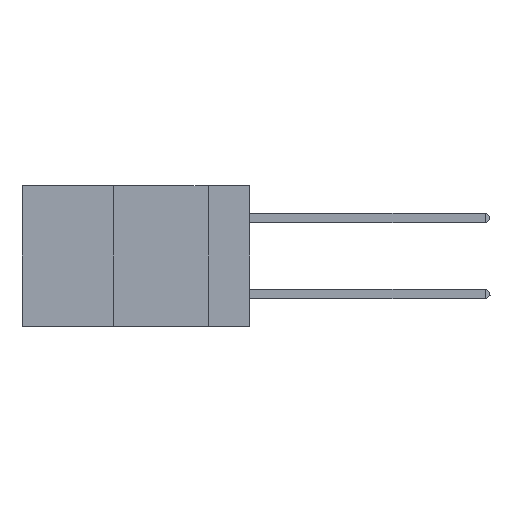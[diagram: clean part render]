
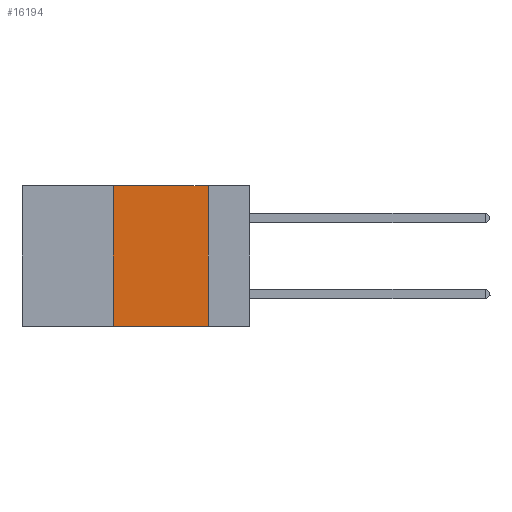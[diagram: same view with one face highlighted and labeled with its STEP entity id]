
A CAD part, left-side view. The second image highlights one B-rep face of the part: STEP entity #16194.
In plain terms, the highlighted planar face has unit normal (-1, 0, 0).
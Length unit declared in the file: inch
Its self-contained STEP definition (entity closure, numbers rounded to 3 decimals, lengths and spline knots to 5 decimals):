
#45 = CARTESIAN_POINT ( 'NONE',  ( 0., 0.36, 0. ) ) ;
#794 = VECTOR ( 'NONE', #3836, 39.37008 ) ;
#1675 = CARTESIAN_POINT ( 'NONE',  ( 0., 0.6, 0. ) ) ;
#2251 = VERTEX_POINT ( 'NONE', #13010 ) ;
#2420 = ORIENTED_EDGE ( 'NONE', *, *, #16562, .F. ) ;
#3058 = DIRECTION ( 'NONE',  ( 0., 0., -1. ) ) ;
#3566 = EDGE_CURVE ( 'NONE', #11213, #14610, #9241, .T. ) ;
#3594 = FACE_OUTER_BOUND ( 'NONE', #13648, .T. ) ;
#3794 = LINE ( 'NONE', #15703, #7416 ) ;
#3836 = DIRECTION ( 'NONE',  ( 0., 0., -1. ) ) ;
#5935 = LINE ( 'NONE', #13600, #12692 ) ;
#6680 = ORIENTED_EDGE ( 'NONE', *, *, #3566, .F. ) ;
#6909 = CARTESIAN_POINT ( 'NONE',  ( 0., 0.36, -0.37 ) ) ;
#7416 = VECTOR ( 'NONE', #10293, 39.37008 ) ;
#7799 = EDGE_CURVE ( 'NONE', #14610, #15785, #5935, .T. ) ;
#9241 = LINE ( 'NONE', #11969, #12385 ) ;
#9892 = AXIS2_PLACEMENT_3D ( 'NONE', #1675, #11217, #3058 ) ;
#10293 = DIRECTION ( 'NONE',  ( 0., -1., 0. ) ) ;
#11213 = VERTEX_POINT ( 'NONE', #6909 ) ;
#11217 = DIRECTION ( 'NONE',  ( 1., 0., 0. ) ) ;
#11242 = LINE ( 'NONE', #14640, #794 ) ;
#11969 = CARTESIAN_POINT ( 'NONE',  ( 0., 0.36, 0. ) ) ;
#12385 = VECTOR ( 'NONE', #14662, 39.37008 ) ;
#12473 = EDGE_CURVE ( 'NONE', #11213, #2251, #3794, .T. ) ;
#12598 = ORIENTED_EDGE ( 'NONE', *, *, #7799, .F. ) ;
#12692 = VECTOR ( 'NONE', #16314, 39.37008 ) ;
#13010 = CARTESIAN_POINT ( 'NONE',  ( 0., 0.11, -0.37 ) ) ;
#13600 = CARTESIAN_POINT ( 'NONE',  ( 0., 0.6, 0. ) ) ;
#13648 = EDGE_LOOP ( 'NONE', ( #2420, #12598, #6680, #16689 ) ) ;
#14610 = VERTEX_POINT ( 'NONE', #45 ) ;
#14640 = CARTESIAN_POINT ( 'NONE',  ( 0., 0.11, 0. ) ) ;
#14662 = DIRECTION ( 'NONE',  ( 0., 0., 1. ) ) ;
#15621 = CARTESIAN_POINT ( 'NONE',  ( 0., 0.11, 0. ) ) ;
#15703 = CARTESIAN_POINT ( 'NONE',  ( 0., 0.6, -0.37 ) ) ;
#15785 = VERTEX_POINT ( 'NONE', #15621 ) ;
#16194 = ADVANCED_FACE ( 'NONE', ( #3594 ), #16530, .F. ) ;
#16314 = DIRECTION ( 'NONE',  ( 0., -1., 0. ) ) ;
#16530 = PLANE ( 'NONE',  #9892 ) ;
#16562 = EDGE_CURVE ( 'NONE', #15785, #2251, #11242, .T. ) ;
#16689 = ORIENTED_EDGE ( 'NONE', *, *, #12473, .T. ) ;
